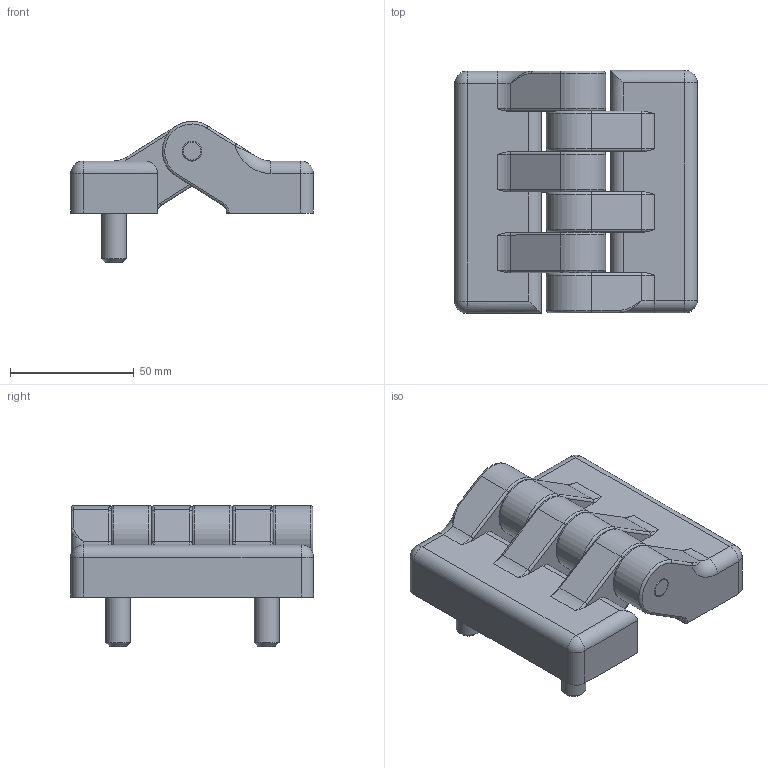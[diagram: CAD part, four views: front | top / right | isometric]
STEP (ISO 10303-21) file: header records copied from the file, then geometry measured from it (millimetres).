
FILE_DESCRIPTION( ( 'Unknown' ), '1' );
FILE_NAME( '6388315_C98BC.stp', 'Unknown', ( 'Unknown' ), ( 'Unknown' ), 'PSStep 14.0', 'Unknown', ' ' );
FILE_SCHEMA( ( 'AUTOMOTIVE_DESIGN { 1 0 10303 214 1 1 1 1 }' ) );
Length unit declared in the file: millimetre
Products named in the file (1): 8900313
Bounding box: 98 x 98.2 x 56.98 mm (x, y, z)
Volume: 167841.2 mm3; surface area: 57651.7 mm2
Topology: 1 solids, 3 shells, 310 faces, 790 edges, 498 vertices
Faces by surface type: plane 158, cylinder 96, torus 42, cone 8, sphere 4, bspline 2
Full cylindrical faces by diameter (mm): 8 x4, 8.376 x2, 10 x4, 13 x2
Entity records: 11964 total; most frequent: CARTESIAN_POINT 2037, DIRECTION 1590, ORIENTED_EDGE 1486, EDGE_CURVE 743, AXIS2_PLACEMENT_3D 562, VERTEX_POINT 483, LINE 466, VECTOR 466
